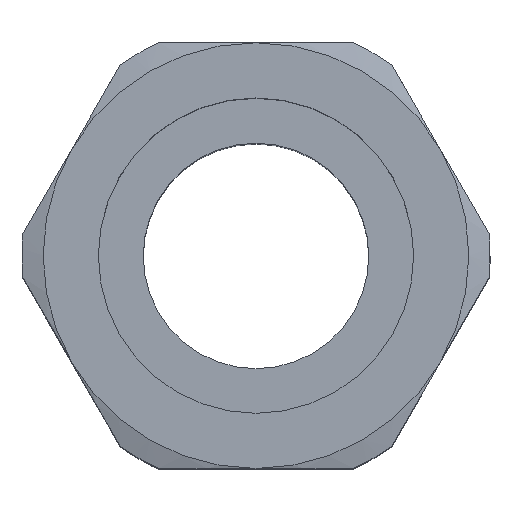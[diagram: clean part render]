
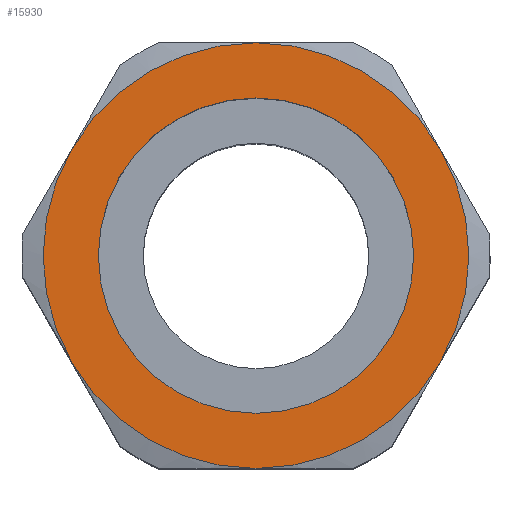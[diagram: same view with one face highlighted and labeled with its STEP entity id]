
A CAD part, top view. The second image highlights one B-rep face of the part: STEP entity #15930.
In plain terms, the highlighted face is planar.
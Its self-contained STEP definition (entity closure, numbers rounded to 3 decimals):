
#14970=CARTESIAN_POINT('',(41.848,0.,-10.));
#14980=VERTEX_POINT('',#14970);
#15010=CARTESIAN_POINT('',(41.848,0.,0.));
#15020=DIRECTION('',(-1.,0.,0.));
#15030=DIRECTION('',(0.,0.,1.));
#15040=AXIS2_PLACEMENT_3D('',#15010,#15020,#15030);
#15050=CIRCLE('',#15040,10.);
#15060=CARTESIAN_POINT('',(41.848,0.,10.));
#15070=VERTEX_POINT('',#15060);
#15080=EDGE_CURVE('',#14980,#15070,#15050,.T.);
#15270=CARTESIAN_POINT('',(41.848,0.,0.));
#15280=DIRECTION('',(1.,-0.,0.));
#15290=DIRECTION('',(0.,0.,-1.));
#15300=AXIS2_PLACEMENT_3D('',#15270,#15280,#15290);
#15310=PLANE('',#15300);
#15320=EDGE_CURVE('',#15070,#14980,#15050,.T.);
#15330=ORIENTED_EDGE('',*,*,#15320,.T.);
#15340=ORIENTED_EDGE('',*,*,#15080,.T.);
#15350=EDGE_LOOP('',(#15340,#15330));
#15360=FACE_BOUND('',#15350,.T.);
#15370=CARTESIAN_POINT('',(41.848,0.,0.));
#15380=DIRECTION('',(1.,0.,0.));
#15390=DIRECTION('',(0.,0.,-1.));
#15400=AXIS2_PLACEMENT_3D('',#15370,#15380,#15390);
#15410=CIRCLE('',#15400,13.5);
#15420=CARTESIAN_POINT('',(41.848,-11.691,
6.75));
#15430=VERTEX_POINT('',#15420);
#15440=CARTESIAN_POINT('',(41.848,-11.691,
-6.75));
#15450=VERTEX_POINT('',#15440);
#15460=EDGE_CURVE('',#15430,#15450,#15410,.T.);
#15470=ORIENTED_EDGE('',*,*,#15460,.T.);
#15480=CARTESIAN_POINT('',(41.848,0.,0.));
#15490=DIRECTION('',(1.,0.,0.));
#15500=DIRECTION('',(0.,0.,-1.));
#15510=AXIS2_PLACEMENT_3D('',#15480,#15490,#15500);
#15520=CIRCLE('',#15510,13.5);
#15530=CARTESIAN_POINT('',(41.848,0.,13.5));
#15540=VERTEX_POINT('',#15530);
#15550=EDGE_CURVE('',#15540,#15430,#15520,.T.);
#15560=ORIENTED_EDGE('',*,*,#15550,.T.);
#15570=CARTESIAN_POINT('',(41.848,0.,0.));
#15580=DIRECTION('',(1.,0.,0.));
#15590=DIRECTION('',(0.,0.,-1.));
#15600=AXIS2_PLACEMENT_3D('',#15570,#15580,#15590);
#15610=CIRCLE('',#15600,13.5);
#15620=CARTESIAN_POINT('',(41.848,11.691,6.75));
#15630=VERTEX_POINT('',#15620);
#15640=EDGE_CURVE('',#15630,#15540,#15610,.T.);
#15650=ORIENTED_EDGE('',*,*,#15640,.T.);
#15660=CARTESIAN_POINT('',(41.848,0.,0.));
#15670=DIRECTION('',(1.,0.,0.));
#15680=DIRECTION('',(0.,0.,-1.));
#15690=AXIS2_PLACEMENT_3D('',#15660,#15670,#15680);
#15700=CIRCLE('',#15690,13.5);
#15710=CARTESIAN_POINT('',(41.848,11.691,-6.75));
#15720=VERTEX_POINT('',#15710);
#15730=EDGE_CURVE('',#15720,#15630,#15700,.T.);
#15740=ORIENTED_EDGE('',*,*,#15730,.T.);
#15750=CARTESIAN_POINT('',(41.848,0.,0.));
#15760=DIRECTION('',(1.,0.,0.));
#15770=DIRECTION('',(0.,0.,-1.));
#15780=AXIS2_PLACEMENT_3D('',#15750,#15760,#15770);
#15790=CIRCLE('',#15780,13.5);
#15800=CARTESIAN_POINT('',(41.848,0.,-13.5))
;
#15810=VERTEX_POINT('',#15800);
#15820=EDGE_CURVE('',#15810,#15720,#15790,.T.);
#15830=ORIENTED_EDGE('',*,*,#15820,.T.);
#15840=CARTESIAN_POINT('',(41.848,0.,0.));
#15850=DIRECTION('',(1.,0.,0.));
#15860=DIRECTION('',(0.,0.,-1.));
#15870=AXIS2_PLACEMENT_3D('',#15840,#15850,#15860);
#15880=CIRCLE('',#15870,13.5);
#15890=EDGE_CURVE('',#15450,#15810,#15880,.T.);
#15900=ORIENTED_EDGE('',*,*,#15890,.T.);
#15910=EDGE_LOOP('',(#15900,#15830,#15740,#15650,#15560,#15470));
#15920=FACE_OUTER_BOUND('',#15910,.T.);
#15930=ADVANCED_FACE('',(#15360,#15920),#15310,.T.);
